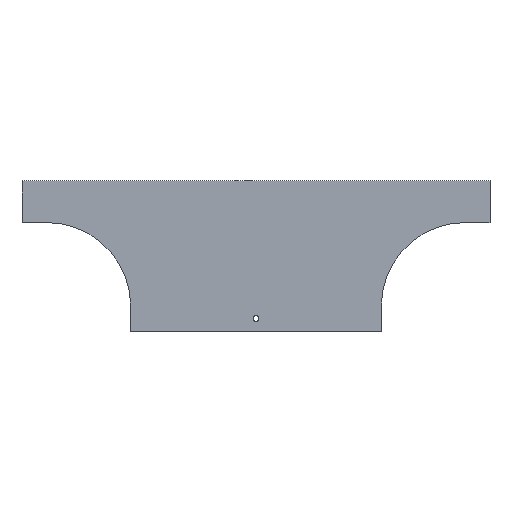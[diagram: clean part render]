
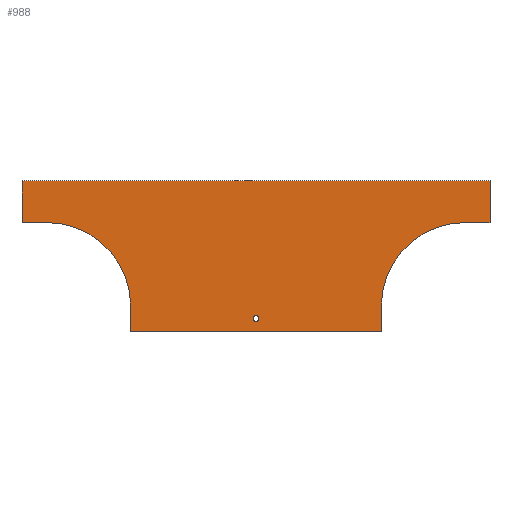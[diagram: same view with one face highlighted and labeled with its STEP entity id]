
A CAD part, front view. The second image highlights one B-rep face of the part: STEP entity #988.
In plain terms, the highlighted planar face has unit normal (0, -1, 0).
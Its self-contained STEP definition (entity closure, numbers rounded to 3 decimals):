
#9 = DIRECTION ( 'NONE',  ( 0., 0., -1. ) ) ;
#11 = DIRECTION ( 'NONE',  ( 0., 1., 0. ) ) ;
#12 = CARTESIAN_POINT ( 'NONE',  ( 0., 0., -165. ) ) ;
#27 = DIRECTION ( 'NONE',  ( 0., 0., -1. ) ) ;
#61 = CARTESIAN_POINT ( 'NONE',  ( -150., 0., -180. ) ) ;
#71 = LINE ( 'NONE', #1143, #77 ) ;
#77 = VECTOR ( 'NONE', #1110, 1000. ) ;
#82 = DIRECTION ( 'NONE',  ( 0., 0., 1. ) ) ;
#85 = LINE ( 'NONE', #1158, #88 ) ;
#88 = VECTOR ( 'NONE', #1155, 1000. ) ;
#90 = DIRECTION ( 'NONE',  ( 0., -1., 0. ) ) ;
#108 = LINE ( 'NONE', #1115, #111 ) ;
#111 = VECTOR ( 'NONE', #1113, 1000. ) ;
#116 = CARTESIAN_POINT ( 'NONE',  ( -250., 0., -150. ) ) ;
#124 = CIRCLE ( 'NONE', #816, 100. ) ;
#146 = LINE ( 'NONE', #637, #149 ) ;
#149 = VECTOR ( 'NONE', #636, 1000. ) ;
#152 = LINE ( 'NONE', #630, #155 ) ;
#155 = VECTOR ( 'NONE', #628, 1000. ) ;
#172 = LINE ( 'NONE', #634, #176 ) ;
#176 = VECTOR ( 'NONE', #645, 1000. ) ;
#181 = FACE_BOUND ( 'NONE', #405, .T. ) ;
#183 = LINE ( 'NONE', #597, #186 ) ;
#186 = VECTOR ( 'NONE', #595, 1000. ) ;
#192 = FACE_OUTER_BOUND ( 'NONE', #411, .T. ) ;
#243 = VERTEX_POINT ( 'NONE', #721 ) ;
#405 = EDGE_LOOP ( 'NONE', ( #784 ) ) ;
#411 = EDGE_LOOP ( 'NONE', ( #783, #785, #782, #786, #787, #788, #794, #795, #757, #796 ) ) ;
#484 = CIRCLE ( 'NONE', #829, 100. ) ;
#489 = LINE ( 'NONE', #61, #491 ) ;
#491 = VECTOR ( 'NONE', #82, 1000. ) ;
#492 = CIRCLE ( 'NONE', #827, 3.5 ) ;
#540 = PLANE ( 'NONE',  #807 ) ;
#541 = CARTESIAN_POINT ( 'NONE',  ( -250., 0., -150. ) ) ;
#542 = DIRECTION ( 'NONE',  ( 0., -1., 0. ) ) ;
#543 = DIRECTION ( 'NONE',  ( 0., 0., -1. ) ) ;
#595 = DIRECTION ( 'NONE',  ( 1., 0., 0. ) ) ;
#597 = CARTESIAN_POINT ( 'NONE',  ( -280., 0., 0. ) ) ;
#628 = DIRECTION ( 'NONE',  ( -1., 0., 0. ) ) ;
#630 = CARTESIAN_POINT ( 'NONE',  ( 150., 0., -180. ) ) ;
#634 = CARTESIAN_POINT ( 'NONE',  ( -280., 0., 0. ) ) ;
#636 = DIRECTION ( 'NONE',  ( 0., 0., -1. ) ) ;
#637 = CARTESIAN_POINT ( 'NONE',  ( 150., 0., -180. ) ) ;
#645 = DIRECTION ( 'NONE',  ( 0., 0., 1. ) ) ;
#662 = CARTESIAN_POINT ( 'NONE',  ( -150., 0., -180. ) ) ;
#663 = CARTESIAN_POINT ( 'NONE',  ( -150., 0., -150. ) ) ;
#669 = CARTESIAN_POINT ( 'NONE',  ( 150., 0., -180. ) ) ;
#682 = CARTESIAN_POINT ( 'NONE',  ( -280., 0., 0. ) ) ;
#691 = CARTESIAN_POINT ( 'NONE',  ( -250., 0., -50. ) ) ;
#697 = CARTESIAN_POINT ( 'NONE',  ( 250., 0., -50. ) ) ;
#709 = CARTESIAN_POINT ( 'NONE',  ( 150., 0., -150. ) ) ;
#711 = CARTESIAN_POINT ( 'NONE',  ( 280., 0., 0. ) ) ;
#715 = CARTESIAN_POINT ( 'NONE',  ( 280., 0., -50. ) ) ;
#721 = CARTESIAN_POINT ( 'NONE',  ( 0., 0., -168.5 ) ) ;
#724 = CARTESIAN_POINT ( 'NONE',  ( -280., 0., -50. ) ) ;
#757 = ORIENTED_EDGE ( 'NONE', *, *, #892, .F. ) ;
#782 = ORIENTED_EDGE ( 'NONE', *, *, #871, .F. ) ;
#783 = ORIENTED_EDGE ( 'NONE', *, *, #972, .F. ) ;
#784 = ORIENTED_EDGE ( 'NONE', *, *, #876, .T. ) ;
#785 = ORIENTED_EDGE ( 'NONE', *, *, #887, .F. ) ;
#786 = ORIENTED_EDGE ( 'NONE', *, *, #874, .F. ) ;
#787 = ORIENTED_EDGE ( 'NONE', *, *, #961, .F. ) ;
#788 = ORIENTED_EDGE ( 'NONE', *, *, #956, .F. ) ;
#794 = ORIENTED_EDGE ( 'NONE', *, *, #924, .F. ) ;
#795 = ORIENTED_EDGE ( 'NONE', *, *, #904, .F. ) ;
#796 = ORIENTED_EDGE ( 'NONE', *, *, #985, .F. ) ;
#807 = AXIS2_PLACEMENT_3D ( 'NONE', #541, #542, #543 ) ;
#816 = AXIS2_PLACEMENT_3D ( 'NONE', #1087, #1083, #1082 ) ;
#827 = AXIS2_PLACEMENT_3D ( 'NONE', #12, #11, #9 ) ;
#829 = AXIS2_PLACEMENT_3D ( 'NONE', #116, #90, #27 ) ;
#871 = EDGE_CURVE ( 'NONE', #1168, #1172, #484, .T. ) ;
#874 = EDGE_CURVE ( 'NONE', #1197, #1168, #489, .T. ) ;
#876 = EDGE_CURVE ( 'NONE', #243, #243, #492, .T. ) ;
#887 = EDGE_CURVE ( 'NONE', #1172, #1215, #71, .T. ) ;
#892 = EDGE_CURVE ( 'NONE', #1228, #1233, #85, .T. ) ;
#904 = EDGE_CURVE ( 'NONE', #1233, #1221, #108, .T. ) ;
#924 = EDGE_CURVE ( 'NONE', #1221, #1227, #124, .T. ) ;
#956 = EDGE_CURVE ( 'NONE', #1227, #1184, #146, .T. ) ;
#961 = EDGE_CURVE ( 'NONE', #1184, #1197, #152, .T. ) ;
#972 = EDGE_CURVE ( 'NONE', #1215, #1210, #172, .T. ) ;
#985 = EDGE_CURVE ( 'NONE', #1210, #1228, #183, .T. ) ;
#988 = ADVANCED_FACE ( 'NONE', ( #181, #192 ), #540, .T. ) ;
#1082 = DIRECTION ( 'NONE',  ( 0., 0., 1. ) ) ;
#1083 = DIRECTION ( 'NONE',  ( 0., -1., 0. ) ) ;
#1087 = CARTESIAN_POINT ( 'NONE',  ( 250., 0., -150. ) ) ;
#1110 = DIRECTION ( 'NONE',  ( -1., 0., 0. ) ) ;
#1113 = DIRECTION ( 'NONE',  ( -1., 0., 0. ) ) ;
#1115 = CARTESIAN_POINT ( 'NONE',  ( 280., 0., -50. ) ) ;
#1143 = CARTESIAN_POINT ( 'NONE',  ( -280., 0., -50. ) ) ;
#1155 = DIRECTION ( 'NONE',  ( 0., 0., -1. ) ) ;
#1158 = CARTESIAN_POINT ( 'NONE',  ( 280., 0., 0. ) ) ;
#1168 = VERTEX_POINT ( 'NONE', #663 ) ;
#1172 = VERTEX_POINT ( 'NONE', #691 ) ;
#1184 = VERTEX_POINT ( 'NONE', #669 ) ;
#1197 = VERTEX_POINT ( 'NONE', #662 ) ;
#1210 = VERTEX_POINT ( 'NONE', #682 ) ;
#1215 = VERTEX_POINT ( 'NONE', #724 ) ;
#1221 = VERTEX_POINT ( 'NONE', #697 ) ;
#1227 = VERTEX_POINT ( 'NONE', #709 ) ;
#1228 = VERTEX_POINT ( 'NONE', #711 ) ;
#1233 = VERTEX_POINT ( 'NONE', #715 ) ;
